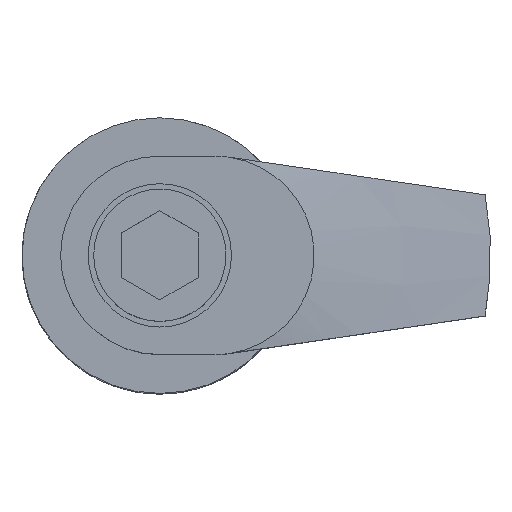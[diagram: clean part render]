
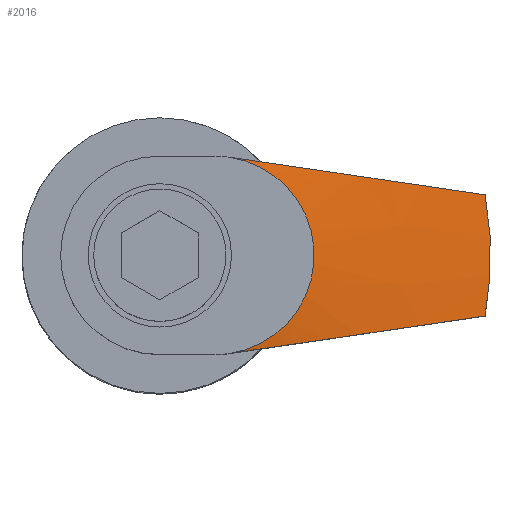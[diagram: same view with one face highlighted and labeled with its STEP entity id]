
A CAD part, top view. The second image highlights one B-rep face of the part: STEP entity #2016.
In plain terms, the highlighted conical face has half-angle 81.119 degrees and reference radius 57.611 mm.
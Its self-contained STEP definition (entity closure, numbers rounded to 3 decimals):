
#87 = CARTESIAN_POINT ( 'NONE',  ( 12.615, -17.809, 60. ) ) ;
#127 = B_SPLINE_CURVE_WITH_KNOTS ( 'NONE', 3,
 ( #2109, #518, #1043, #326, #505, #1216, #864, #1763, #1949, #143, #562, #209, #1096, #1635 ),
 .UNSPECIFIED., .F., .F.,
 ( 4, 2, 2, 2, 2, 2, 4 ),
 ( 0., 0.006, 0.012, 0.018, 0.024, 0.035, 0.047 ),
 .UNSPECIFIED. ) ;
#143 = CARTESIAN_POINT ( 'NONE',  ( 39.724, 13.828, 57.704 ) ) ;
#209 = CARTESIAN_POINT ( 'NONE',  ( 51.284, 12.131, 56.095 ) ) ;
#217 = DIRECTION ( 'NONE',  ( 0., 0., -1. ) ) ;
#274 = CARTESIAN_POINT ( 'NONE',  ( 10., 0., 60. ) ) ;
#306 = CARTESIAN_POINT ( 'NONE',  ( 32.015, -14.96, 58.659 ) ) ;
#318 = ORIENTED_EDGE ( 'NONE', *, *, #508, .T. ) ;
#326 = CARTESIAN_POINT ( 'NONE',  ( 20.389, 16.667, 59.758 ) ) ;
#334 = DIRECTION ( 'NONE',  ( -1., 0., 0. ) ) ;
#368 = CARTESIAN_POINT ( 'NONE',  ( 58.983, 11., 54.968 ) ) ;
#419 = EDGE_CURVE ( 'NONE', #1212, #1243, #1783, .T. ) ;
#452 = EDGE_CURVE ( 'NONE', #1212, #1507, #127, .T. ) ;
#505 = CARTESIAN_POINT ( 'NONE',  ( 22.327, 16.383, 59.619 ) ) ;
#508 = EDGE_CURVE ( 'NONE', #1548, #1507, #1404, .T. ) ;
#518 = CARTESIAN_POINT ( 'NONE',  ( 14.563, 17.523, 60. ) ) ;
#562 = CARTESIAN_POINT ( 'NONE',  ( 43.579, 13.262, 57.178 ) ) ;
#646 = CARTESIAN_POINT ( 'NONE',  ( 58.983, -11., 54.968 ) ) ;
#720 = CARTESIAN_POINT ( 'NONE',  ( 58.983, -11., 54.968 ) ) ;
#762 = EDGE_CURVE ( 'NONE', #1548, #1243, #1232, .T. ) ;
#768 = AXIS2_PLACEMENT_3D ( 'NONE', #274, #217, #1654 ) ;
#835 = CARTESIAN_POINT ( 'NONE',  ( 10., 0., 53.811 ) ) ;
#864 = CARTESIAN_POINT ( 'NONE',  ( 28.135, 15.53, 59.088 ) ) ;
#1040 = CONICAL_SURFACE ( 'NONE', #2161, 57.611, 1.416 ) ;
#1043 = CARTESIAN_POINT ( 'NONE',  ( 16.507, 17.238, 59.948 ) ) ;
#1096 = CARTESIAN_POINT ( 'NONE',  ( 55.134, 11.565, 55.536 ) ) ;
#1116 = CARTESIAN_POINT ( 'NONE',  ( 58.983, 11., 54.968 ) ) ;
#1123 = CARTESIAN_POINT ( 'NONE',  ( 12.615, 17.809, 60. ) ) ;
#1181 = CARTESIAN_POINT ( 'NONE',  ( 20.406, -16.665, 59.757 ) ) ;
#1193 = CARTESIAN_POINT ( 'NONE',  ( 16.518, -17.236, 59.948 ) ) ;
#1212 = VERTEX_POINT ( 'NONE', #1123 ) ;
#1216 = CARTESIAN_POINT ( 'NONE',  ( 26.201, 15.814, 59.284 ) ) ;
#1232 = B_SPLINE_CURVE_WITH_KNOTS ( 'NONE', 3,
 ( #646, #2099, #1889, #1361, #1724, #1370, #306, #1743, #1549, #1384, #1181, #1193, #1920, #87 ),
 .UNSPECIFIED., .F., .F.,
 ( 4, 2, 2, 2, 2, 2, 4 ),
 ( 0., 0.012, 0.024, 0.029, 0.035, 0.041, 0.047 ),
 .UNSPECIFIED. ) ;
#1243 = VERTEX_POINT ( 'NONE', #2182 ) ;
#1361 = CARTESIAN_POINT ( 'NONE',  ( 43.584, -13.261, 57.178 ) ) ;
#1370 = CARTESIAN_POINT ( 'NONE',  ( 33.945, -14.677, 58.428 ) ) ;
#1384 = CARTESIAN_POINT ( 'NONE',  ( 22.346, -16.38, 59.618 ) ) ;
#1404 = B_SPLINE_CURVE_WITH_KNOTS ( 'NONE', 3,
 ( #720, #1438, #1613, #1629, #368 ),
 .UNSPECIFIED., .F., .F.,
 ( 4, 1, 4 ),
 ( 0., 0.011, 0.022 ),
 .UNSPECIFIED. ) ;
#1405 = FACE_OUTER_BOUND ( 'NONE', #2060, .T. ) ;
#1438 = CARTESIAN_POINT ( 'NONE',  ( 59.667, -7.333, 54.99 ) ) ;
#1481 = ORIENTED_EDGE ( 'NONE', *, *, #419, .T. ) ;
#1507 = VERTEX_POINT ( 'NONE', #1116 ) ;
#1548 = VERTEX_POINT ( 'NONE', #2057 ) ;
#1549 = CARTESIAN_POINT ( 'NONE',  ( 26.219, -15.811, 59.283 ) ) ;
#1613 = CARTESIAN_POINT ( 'NONE',  ( 60.333, 0., 55.01 ) ) ;
#1629 = CARTESIAN_POINT ( 'NONE',  ( 59.667, 7.333, 54.99 ) ) ;
#1635 = CARTESIAN_POINT ( 'NONE',  ( 58.983, 11., 54.968 ) ) ;
#1654 = DIRECTION ( 'NONE',  ( -1., 0., 0. ) ) ;
#1724 = CARTESIAN_POINT ( 'NONE',  ( 39.731, -13.827, 57.703 ) ) ;
#1743 = CARTESIAN_POINT ( 'NONE',  ( 28.152, -15.527, 59.086 ) ) ;
#1763 = CARTESIAN_POINT ( 'NONE',  ( 32.003, 14.962, 58.661 ) ) ;
#1783 = CIRCLE ( 'NONE', #768, 18. ) ;
#1889 = CARTESIAN_POINT ( 'NONE',  ( 51.286, -12.13, 56.095 ) ) ;
#1912 = ORIENTED_EDGE ( 'NONE', *, *, #762, .F. ) ;
#1920 = CARTESIAN_POINT ( 'NONE',  ( 14.569, -17.522, 60. ) ) ;
#1926 = DIRECTION ( 'NONE',  ( 0., 0., -1. ) ) ;
#1949 = CARTESIAN_POINT ( 'NONE',  ( 33.934, 14.678, 58.429 ) ) ;
#2007 = ORIENTED_EDGE ( 'NONE', *, *, #452, .F. ) ;
#2016 = ADVANCED_FACE ( 'NONE', ( #1405 ), #1040, .T. ) ;
#2057 = CARTESIAN_POINT ( 'NONE',  ( 58.983, -11., 54.968 ) ) ;
#2060 = EDGE_LOOP ( 'NONE', ( #318, #2007, #1481, #1912 ) ) ;
#2099 = CARTESIAN_POINT ( 'NONE',  ( 55.135, -11.565, 55.536 ) ) ;
#2109 = CARTESIAN_POINT ( 'NONE',  ( 12.615, 17.809, 60. ) ) ;
#2161 = AXIS2_PLACEMENT_3D ( 'NONE', #835, #1926, #334 ) ;
#2182 = CARTESIAN_POINT ( 'NONE',  ( 12.615, -17.809, 60. ) ) ;
